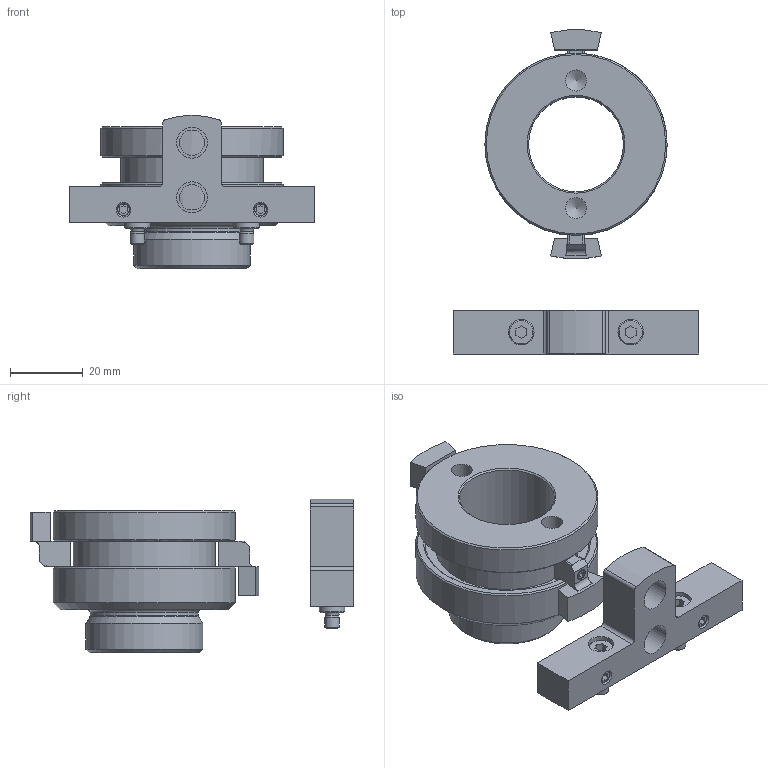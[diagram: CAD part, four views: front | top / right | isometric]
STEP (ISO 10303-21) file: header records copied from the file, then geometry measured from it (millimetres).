
FILE_DESCRIPTION(/* description */ ('STEP AP214'),/* implementation_level */ '2;1');
FILE_NAME(/* name */ '558397_EAPS-R1-32-S-WH',/* time_stamp */ '2024-08-27T10:25:41+02:00',/* author */ ('License CC BY-ND 4.0'),/* organization */ ('CADENAS'),/* preprocessor_version */ 'ST-DEVELOPER v19.3',/* originating_system */ 'PARTsolutions',/* authorisation */ ' ');
FILE_SCHEMA (('AUTOMOTIVE_DESIGN {1 0 10303 214 3 1 1}'));
Length unit declared in the file: millimetre
Products named in the file (4): 558397 EAPS-R1-32-S-WH; Aufnahme 3_A; Nocke262---(h); 558397 EAPS-R1-32-S-WH---(H)
Assembly tree (4 placements, depth 2):
  558397 EAPS-R1-32-S-WH
    Aufnahme 3_A
    Nocke262---(h)  x2
    558397 EAPS-R1-32-S-WH---(H)
Bounding box: 67.4 x 88.86 x 42.05 mm (x, y, z)
Volume: 45726.8 mm3; surface area: 20503.1 mm2
Topology: 4 solids, 4 shells, 233 faces, 591 edges, 381 vertices
Faces by surface type: plane 114, cylinder 69, cone 46, torus 4
Full cylindrical faces by diameter (mm): 2.459 x2, 3.242 x2, 4 x4, 5.8 x2, 6.917 x2, 7 x4, 8.5 x2, 26 x1, 29.7 x1, 32 x1, 39 x1, 45 x2, 50 x2
Entity records: 5421 total; most frequent: CARTESIAN_POINT 1020, DIRECTION 906, ORIENTED_EDGE 796, EDGE_CURVE 398, AXIS2_PLACEMENT_3D 350, VERTEX_POINT 292, FACE_BOUND 284, EDGE_LOOP 280
